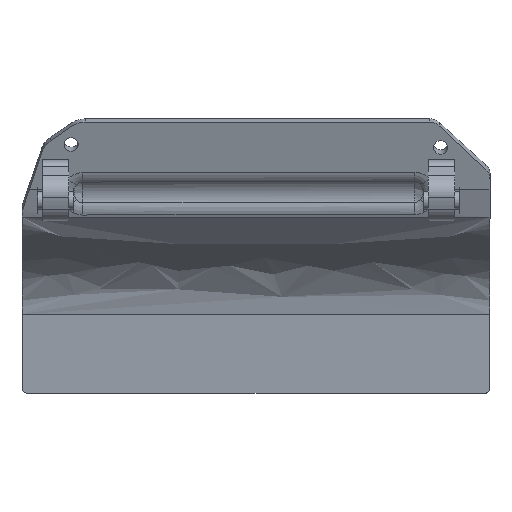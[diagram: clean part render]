
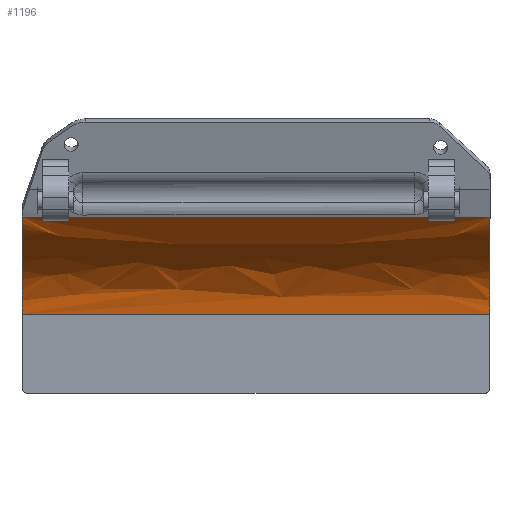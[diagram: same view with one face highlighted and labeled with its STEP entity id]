
A CAD part, top view. The second image highlights one B-rep face of the part: STEP entity #1196.
In plain terms, the highlighted free-form (B-spline) face has degree [3, 3] with [4, 4] control points.
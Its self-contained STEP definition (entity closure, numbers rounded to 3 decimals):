
#20=B_SPLINE_SURFACE_WITH_KNOTS('',3,3,((#1931,#1932,#1933,#1934),(#1935,
#1936,#1937,#1938),(#1939,#1940,#1941,#1942),(#1943,#1944,#1945,#1946)),
 .UNSPECIFIED.,.F.,.F.,.F.,(4,4),(4,4),(0.,1.),(0.,1.),.UNSPECIFIED.);
#75=B_SPLINE_CURVE_WITH_KNOTS('',3,(#1900,#1901,#1902,#1903),
 .UNSPECIFIED.,.F.,.F.,(4,4),(0.,1.),.UNSPECIFIED.);
#76=B_SPLINE_CURVE_WITH_KNOTS('',3,(#1909,#1910,#1911,#1912),
 .UNSPECIFIED.,.F.,.F.,(4,4),(0.,1.),.UNSPECIFIED.);
#79=B_SPLINE_CURVE_WITH_KNOTS('',3,(#1947,#1948,#1949,#1950,#1951,#1952),
 .UNSPECIFIED.,.F.,.F.,(4,2,4),(-9.709,-4.855,0.),
 .UNSPECIFIED.);
#148=FACE_OUTER_BOUND('',#218,.T.);
#218=EDGE_LOOP('',(#877,#878,#879,#880));
#311=LINE('',#1930,#383);
#383=VECTOR('',#1475,10.);
#530=VERTEX_POINT('',#1885);
#531=VERTEX_POINT('',#1899);
#532=VERTEX_POINT('',#1906);
#533=VERTEX_POINT('',#1908);
#662=EDGE_CURVE('',#530,#531,#75,.T.);
#665=EDGE_CURVE('',#533,#532,#76,.T.);
#670=EDGE_CURVE('',#532,#531,#311,.T.);
#671=EDGE_CURVE('',#530,#533,#79,.T.);
#877=ORIENTED_EDGE('',*,*,#671,.T.);
#878=ORIENTED_EDGE('',*,*,#665,.T.);
#879=ORIENTED_EDGE('',*,*,#670,.T.);
#880=ORIENTED_EDGE('',*,*,#662,.F.);
#1196=ADVANCED_FACE('',(#148),#20,.F.);
#1475=DIRECTION('',(1.,0.,0.));
#1885=CARTESIAN_POINT('',(124.186,337.494,96.998));
#1899=CARTESIAN_POINT('',(124.186,317.401,79.295));
#1900=CARTESIAN_POINT('Ctrl Pts',(124.186,337.494,96.998));
#1901=CARTESIAN_POINT('Ctrl Pts',(124.186,330.709,93.354));
#1902=CARTESIAN_POINT('Ctrl Pts',(124.186,329.334,80.789));
#1903=CARTESIAN_POINT('Ctrl Pts',(124.186,317.401,79.295));
#1906=CARTESIAN_POINT('',(27.094,317.401,79.295));
#1908=CARTESIAN_POINT('',(27.094,337.494,96.998));
#1909=CARTESIAN_POINT('Ctrl Pts',(27.094,337.494,96.998));
#1910=CARTESIAN_POINT('Ctrl Pts',(27.094,330.709,93.354));
#1911=CARTESIAN_POINT('Ctrl Pts',(27.094,329.334,80.789));
#1912=CARTESIAN_POINT('Ctrl Pts',(27.094,317.401,79.295));
#1930=CARTESIAN_POINT('',(49.792,317.401,79.295));
#1931=CARTESIAN_POINT('Ctrl Pts',(27.094,337.494,96.998));
#1932=CARTESIAN_POINT('Ctrl Pts',(27.094,330.709,93.354));
#1933=CARTESIAN_POINT('Ctrl Pts',(27.094,329.334,80.789));
#1934=CARTESIAN_POINT('Ctrl Pts',(27.094,317.401,79.295));
#1935=CARTESIAN_POINT('Ctrl Pts',(59.458,337.494,96.998));
#1936=CARTESIAN_POINT('Ctrl Pts',(59.458,330.709,93.354));
#1937=CARTESIAN_POINT('Ctrl Pts',(59.458,329.334,80.789));
#1938=CARTESIAN_POINT('Ctrl Pts',(59.458,317.401,79.295));
#1939=CARTESIAN_POINT('Ctrl Pts',(91.822,337.494,96.998));
#1940=CARTESIAN_POINT('Ctrl Pts',(91.822,330.709,93.354));
#1941=CARTESIAN_POINT('Ctrl Pts',(91.822,329.334,80.789));
#1942=CARTESIAN_POINT('Ctrl Pts',(91.822,317.401,79.295));
#1943=CARTESIAN_POINT('Ctrl Pts',(124.186,337.494,96.998));
#1944=CARTESIAN_POINT('Ctrl Pts',(124.186,330.709,93.354));
#1945=CARTESIAN_POINT('Ctrl Pts',(124.186,329.334,80.789));
#1946=CARTESIAN_POINT('Ctrl Pts',(124.186,317.401,79.295));
#1947=CARTESIAN_POINT('Ctrl Pts',(124.186,337.494,96.998));
#1948=CARTESIAN_POINT('Ctrl Pts',(108.004,337.494,96.998));
#1949=CARTESIAN_POINT('Ctrl Pts',(91.822,337.494,96.998));
#1950=CARTESIAN_POINT('Ctrl Pts',(59.458,337.494,96.998));
#1951=CARTESIAN_POINT('Ctrl Pts',(43.276,337.494,96.998));
#1952=CARTESIAN_POINT('Ctrl Pts',(27.094,337.494,96.998));
